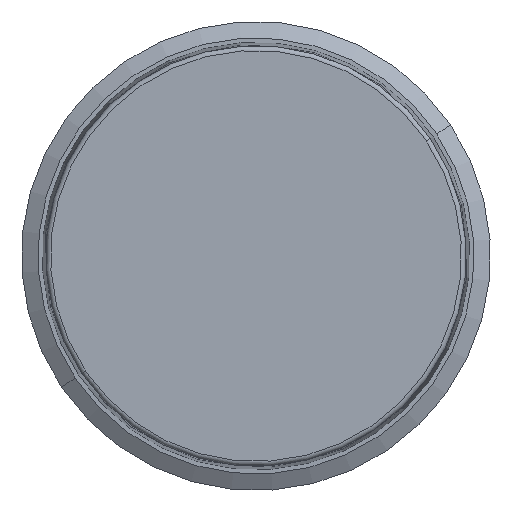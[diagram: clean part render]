
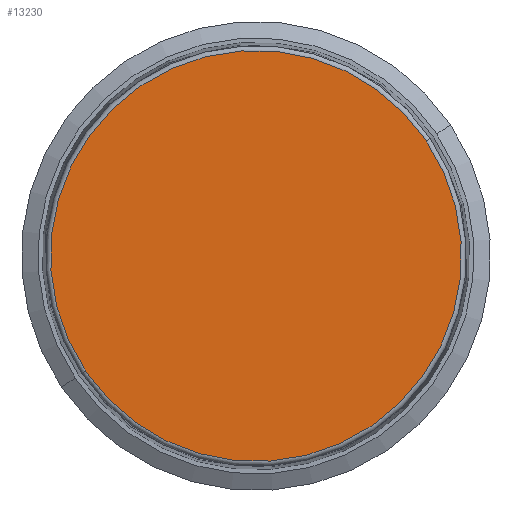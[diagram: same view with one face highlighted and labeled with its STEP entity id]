
A CAD part, left-side view. The second image highlights one B-rep face of the part: STEP entity #13230.
In plain terms, the highlighted planar face has unit normal (-1, 0, 0).
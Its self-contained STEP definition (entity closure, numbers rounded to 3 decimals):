
#12890=CARTESIAN_POINT('',(-12.55,-10.839,
7.318));
#12900=VERTEX_POINT('',#12890);
#12930=CARTESIAN_POINT('',(-12.55,0.,0.));
#12940=DIRECTION('',(-1.,0.,0.));
#12950=DIRECTION('',(0.,0.829,-0.56));
#12960=AXIS2_PLACEMENT_3D('',#12930,#12940,#12950);
#12970=CIRCLE('',#12960,13.078);
#12980=CARTESIAN_POINT('',(-12.55,10.839,
-7.318));
#12990=VERTEX_POINT('',#12980);
#13000=EDGE_CURVE('',#12900,#12990,#12970,.T.);
#13130=CARTESIAN_POINT('',(-12.55,5.42,
-3.659));
#13140=DIRECTION('',(-1.,0.,0.));
#13150=DIRECTION('',(-0.,-0.829,0.56));
#13160=AXIS2_PLACEMENT_3D('',#13130,#13140,#13150);
#13170=PLANE('',#13160);
#13180=EDGE_CURVE('',#12990,#12900,#12970,.T.);
#13190=ORIENTED_EDGE('',*,*,#13180,.T.);
#13200=ORIENTED_EDGE('',*,*,#13000,.T.);
#13210=EDGE_LOOP('',(#13200,#13190));
#13220=FACE_OUTER_BOUND('',#13210,.T.);
#13230=ADVANCED_FACE('',(#13220),#13170,.T.);
